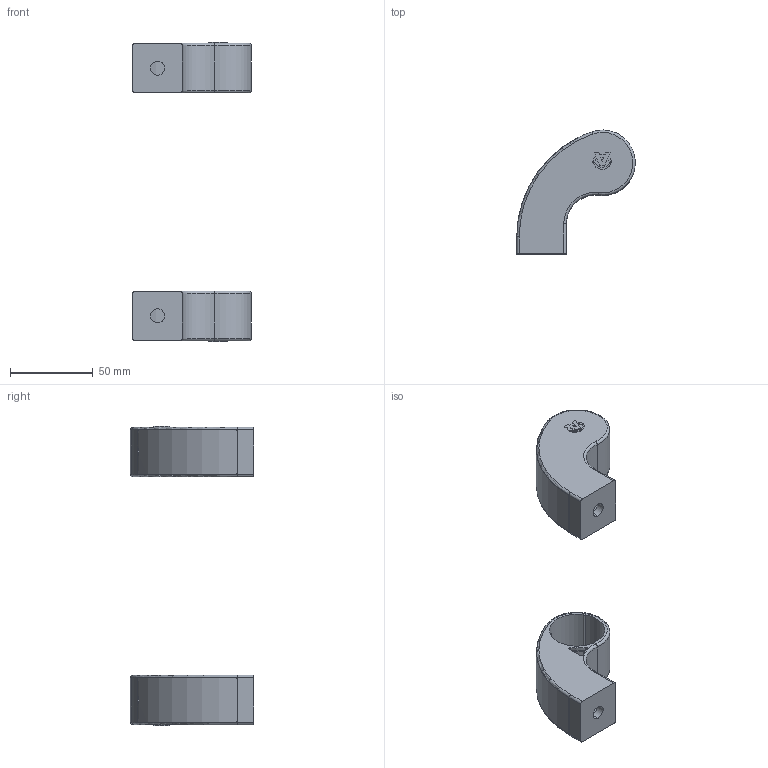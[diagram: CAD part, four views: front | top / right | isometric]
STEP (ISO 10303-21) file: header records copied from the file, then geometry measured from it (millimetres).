
FILE_DESCRIPTION (( 'STEP AP203' ), '1' );
FILE_NAME ('084.506.006.STEP', '2017-03-09T14:33:46', ( 'Localadmin' ), ( 'Microsoft' ), 'SwSTEP 2.0', 'SolidWorks 2016', '' );
FILE_SCHEMA (( 'CONFIG_CONTROL_DESIGN' ));
Length unit declared in the file: millimetre
Products named in the file (4): 084.506.006T-1; 084.506.006C DX -1_D25; 084.506.006; 084.506.006C SX -1_D25
Assembly tree (4 placements, depth 2):
  084.506.006
    084.506.006C SX -1_D25
    084.506.006T-1  x2
    084.506.006C DX -1_D25
Bounding box: 71.75 x 74.75 x 181 mm (x, y, z)
Volume: 67310.4 mm3; surface area: 52256.9 mm2
Topology: 4 solids, 4 shells, 652 faces, 1600 edges, 968 vertices
Faces by surface type: cylinder 254, plane 236, torus 102, sphere 24, bspline 20, cone 16
Entity records: 19789 total; most frequent: CARTESIAN_POINT 5193, DIRECTION 3109, ORIENTED_EDGE 2906, EDGE_CURVE 1453, AXIS2_PLACEMENT_3D 1170, VERTEX_POINT 886, VECTOR 769, LINE 769
